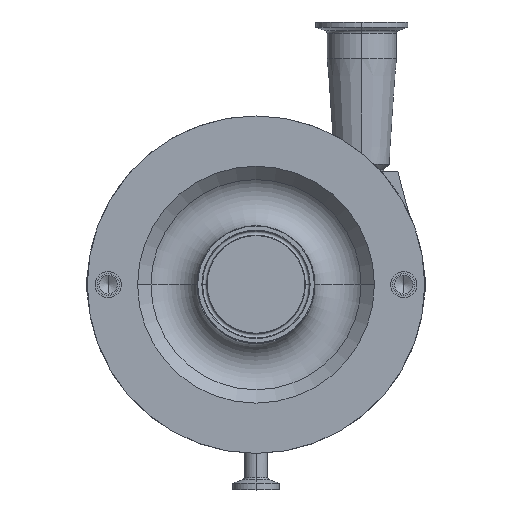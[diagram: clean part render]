
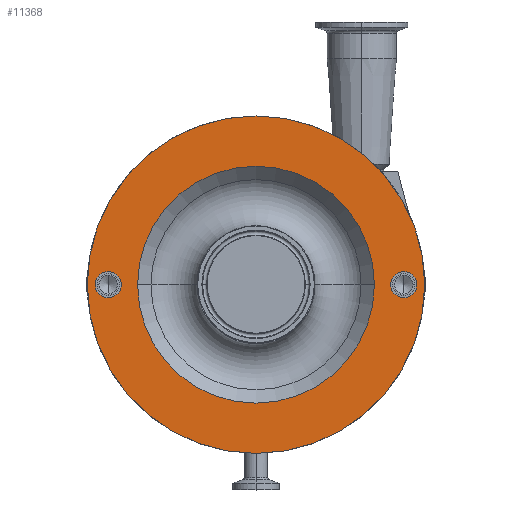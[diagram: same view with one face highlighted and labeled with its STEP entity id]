
A CAD part, top view. The second image highlights one B-rep face of the part: STEP entity #11368.
In plain terms, the highlighted planar face has unit normal (0, 0, 1).
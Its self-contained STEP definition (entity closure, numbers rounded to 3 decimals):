
#92 = ORIENTED_EDGE ( 'NONE', *, *, #11596, .F. ) ;
#141 = CARTESIAN_POINT ( 'NONE',  ( -88.144, 0., 190.5 ) ) ;
#289 = AXIS2_PLACEMENT_3D ( 'NONE', #800, #1753, #12695 ) ;
#401 = FACE_OUTER_BOUND ( 'NONE', #11348, .T. ) ;
#785 = AXIS2_PLACEMENT_3D ( 'NONE', #6330, #11180, #5134 ) ;
#800 = CARTESIAN_POINT ( 'NONE',  ( -81., 0., 190.5 ) ) ;
#1031 = DIRECTION ( 'NONE',  ( 1., 0., 0. ) ) ;
#1561 = CARTESIAN_POINT ( 'NONE',  ( -92.5, 0., 190.5 ) ) ;
#1753 = DIRECTION ( 'NONE',  ( 0., 0., 1. ) ) ;
#2105 = DIRECTION ( 'NONE',  ( 1., 0., 0. ) ) ;
#2156 = DIRECTION ( 'NONE',  ( 1., 0., 0. ) ) ;
#2419 = ORIENTED_EDGE ( 'NONE', *, *, #2721, .F. ) ;
#2437 = ORIENTED_EDGE ( 'NONE', *, *, #14918, .F. ) ;
#2721 = EDGE_CURVE ( 'NONE', #11059, #14567, #10167, .T. ) ;
#2743 = DIRECTION ( 'NONE',  ( 1., 0., 0. ) ) ;
#2908 = CARTESIAN_POINT ( 'NONE',  ( -73.856, 0., 190.5 ) ) ;
#2909 = DIRECTION ( 'NONE',  ( 0., 0., 1. ) ) ;
#3379 = DIRECTION ( 'NONE',  ( 0., 0., 1. ) ) ;
#3752 = EDGE_LOOP ( 'NONE', ( #11020, #2419 ) ) ;
#3783 = FACE_BOUND ( 'NONE', #3752, .T. ) ;
#3970 = VERTEX_POINT ( 'NONE', #141 ) ;
#4157 = CIRCLE ( 'NONE', #5174, 64.921 ) ;
#4445 = ORIENTED_EDGE ( 'NONE', *, *, #13630, .T. ) ;
#4806 = CARTESIAN_POINT ( 'NONE',  ( -81., 0., 190.5 ) ) ;
#4965 = CARTESIAN_POINT ( 'NONE',  ( 81., 0., 190.5 ) ) ;
#5134 = DIRECTION ( 'NONE',  ( 0., -1., 0. ) ) ;
#5138 = DIRECTION ( 'NONE',  ( 0., 0., 1. ) ) ;
#5174 = AXIS2_PLACEMENT_3D ( 'NONE', #13126, #7072, #2105 ) ;
#5757 = ORIENTED_EDGE ( 'NONE', *, *, #13231, .F. ) ;
#5945 = DIRECTION ( 'NONE',  ( 1., 0., 0. ) ) ;
#6330 = CARTESIAN_POINT ( 'NONE',  ( 0., 32., 190.5 ) ) ;
#6414 = AXIS2_PLACEMENT_3D ( 'NONE', #4806, #3379, #2156 ) ;
#6422 = VERTEX_POINT ( 'NONE', #1561 ) ;
#6566 = FACE_BOUND ( 'NONE', #13741, .T. ) ;
#7072 = DIRECTION ( 'NONE',  ( 0., 0., 1. ) ) ;
#7113 = CARTESIAN_POINT ( 'NONE',  ( -64.921, 0., 190.5 ) ) ;
#7196 = CIRCLE ( 'NONE', #289, 7.144 ) ;
#7227 = AXIS2_PLACEMENT_3D ( 'NONE', #8866, #5138, #9996 ) ;
#8494 = CIRCLE ( 'NONE', #13329, 92.5 ) ;
#8633 = FACE_BOUND ( 'NONE', #14062, .T. ) ;
#8862 = PLANE ( 'NONE',  #785 ) ;
#8866 = CARTESIAN_POINT ( 'NONE',  ( 0., 0., 190.5 ) ) ;
#9056 = CARTESIAN_POINT ( 'NONE',  ( 81., 0., 190.5 ) ) ;
#9996 = DIRECTION ( 'NONE',  ( 1., 0., 0. ) ) ;
#10167 = CIRCLE ( 'NONE', #12210, 7.144 ) ;
#10594 = ORIENTED_EDGE ( 'NONE', *, *, #12468, .T. ) ;
#10724 = VERTEX_POINT ( 'NONE', #12676 ) ;
#11020 = ORIENTED_EDGE ( 'NONE', *, *, #12433, .F. ) ;
#11059 = VERTEX_POINT ( 'NONE', #11140 ) ;
#11140 = CARTESIAN_POINT ( 'NONE',  ( 73.856, 0., 190.5 ) ) ;
#11180 = DIRECTION ( 'NONE',  ( 0., 0., -1. ) ) ;
#11208 = CARTESIAN_POINT ( 'NONE',  ( 0., 0., 190.5 ) ) ;
#11284 = DIRECTION ( 'NONE',  ( 1., 0., 0. ) ) ;
#11348 = EDGE_LOOP ( 'NONE', ( #4445, #10594 ) ) ;
#11368 = ADVANCED_FACE ( 'NONE', ( #401, #3783, #8633, #6566 ), #8862, .F. ) ;
#11596 = EDGE_CURVE ( 'NONE', #3970, #13493, #7196, .T. ) ;
#11760 = EDGE_CURVE ( 'NONE', #13493, #3970, #15346, .T. ) ;
#11980 = DIRECTION ( 'NONE',  ( 0., 0., 1. ) ) ;
#12210 = AXIS2_PLACEMENT_3D ( 'NONE', #4965, #11980, #1031 ) ;
#12433 = EDGE_CURVE ( 'NONE', #14567, #11059, #13056, .T. ) ;
#12468 = EDGE_CURVE ( 'NONE', #6422, #10724, #14589, .T. ) ;
#12676 = CARTESIAN_POINT ( 'NONE',  ( 92.5, 0., 190.5 ) ) ;
#12695 = DIRECTION ( 'NONE',  ( 1., 0., 0. ) ) ;
#12793 = VERTEX_POINT ( 'NONE', #14002 ) ;
#13056 = CIRCLE ( 'NONE', #15628, 7.144 ) ;
#13126 = CARTESIAN_POINT ( 'NONE',  ( 0., 0., 190.5 ) ) ;
#13231 = EDGE_CURVE ( 'NONE', #12793, #15296, #14096, .T. ) ;
#13329 = AXIS2_PLACEMENT_3D ( 'NONE', #15767, #15454, #5945 ) ;
#13493 = VERTEX_POINT ( 'NONE', #2908 ) ;
#13562 = AXIS2_PLACEMENT_3D ( 'NONE', #11208, #13759, #2743 ) ;
#13630 = EDGE_CURVE ( 'NONE', #10724, #6422, #8494, .T. ) ;
#13741 = EDGE_LOOP ( 'NONE', ( #5757, #2437 ) ) ;
#13759 = DIRECTION ( 'NONE',  ( 0., 0., 1. ) ) ;
#14002 = CARTESIAN_POINT ( 'NONE',  ( 64.921, 0., 190.5 ) ) ;
#14062 = EDGE_LOOP ( 'NONE', ( #14290, #92 ) ) ;
#14096 = CIRCLE ( 'NONE', #7227, 64.921 ) ;
#14290 = ORIENTED_EDGE ( 'NONE', *, *, #11760, .F. ) ;
#14567 = VERTEX_POINT ( 'NONE', #15338 ) ;
#14589 = CIRCLE ( 'NONE', #13562, 92.5 ) ;
#14918 = EDGE_CURVE ( 'NONE', #15296, #12793, #4157, .T. ) ;
#15296 = VERTEX_POINT ( 'NONE', #7113 ) ;
#15338 = CARTESIAN_POINT ( 'NONE',  ( 88.144, 0., 190.5 ) ) ;
#15346 = CIRCLE ( 'NONE', #6414, 7.144 ) ;
#15454 = DIRECTION ( 'NONE',  ( 0., 0., 1. ) ) ;
#15628 = AXIS2_PLACEMENT_3D ( 'NONE', #9056, #2909, #11284 ) ;
#15767 = CARTESIAN_POINT ( 'NONE',  ( 0., 0., 190.5 ) ) ;
